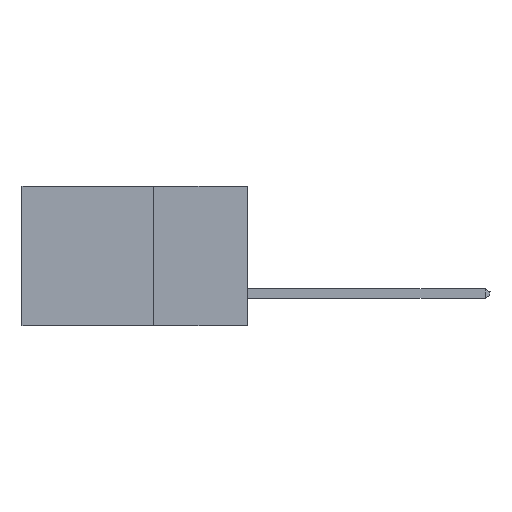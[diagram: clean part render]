
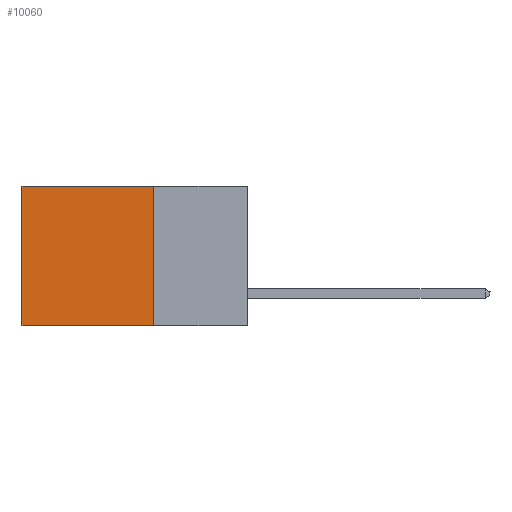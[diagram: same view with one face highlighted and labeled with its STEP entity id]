
A CAD part, left-side view. The second image highlights one B-rep face of the part: STEP entity #10060.
In plain terms, the highlighted planar face has unit normal (-1, 0, 0).
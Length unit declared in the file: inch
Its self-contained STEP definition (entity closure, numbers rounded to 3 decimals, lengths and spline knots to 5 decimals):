
#158 = CARTESIAN_POINT ( 'NONE',  ( 0.2615, 0.25, 0. ) ) ;
#498 = CARTESIAN_POINT ( 'NONE',  ( 0.2615, 0.6, -0.37 ) ) ;
#985 = LINE ( 'NONE', #498, #8510 ) ;
#1131 = CARTESIAN_POINT ( 'NONE',  ( 0.2615, 0.25, -0.37 ) ) ;
#1219 = PLANE ( 'NONE',  #10095 ) ;
#2755 = ORIENTED_EDGE ( 'NONE', *, *, #5956, .T. ) ;
#4519 = EDGE_CURVE ( 'NONE', #9394, #22198, #16489, .T. ) ;
#5286 = CARTESIAN_POINT ( 'NONE',  ( 0.2615, 0.25, -0.37 ) ) ;
#5320 = VECTOR ( 'NONE', #9467, 39.37008 ) ;
#5956 = EDGE_CURVE ( 'NONE', #9394, #8740, #11033, .T. ) ;
#7096 = ORIENTED_EDGE ( 'NONE', *, *, #12877, .T. ) ;
#7146 = EDGE_CURVE ( 'NONE', #22198, #7668, #7391, .T. ) ;
#7391 = LINE ( 'NONE', #5286, #5320 ) ;
#7606 = DIRECTION ( 'NONE',  ( 0., 0., -1. ) ) ;
#7632 = ORIENTED_EDGE ( 'NONE', *, *, #4519, .F. ) ;
#7668 = VERTEX_POINT ( 'NONE', #18645 ) ;
#8510 = VECTOR ( 'NONE', #10022, 39.37008 ) ;
#8740 = VERTEX_POINT ( 'NONE', #22031 ) ;
#9119 = VECTOR ( 'NONE', #16610, 39.37008 ) ;
#9394 = VERTEX_POINT ( 'NONE', #158 ) ;
#9467 = DIRECTION ( 'NONE',  ( 0., 1., 0. ) ) ;
#10022 = DIRECTION ( 'NONE',  ( 0., 0., -1. ) ) ;
#10060 = ADVANCED_FACE ( 'NONE', ( #22513 ), #1219, .F. ) ;
#10095 = AXIS2_PLACEMENT_3D ( 'NONE', #24377, #16913, #7606 ) ;
#11033 = LINE ( 'NONE', #18592, #16193 ) ;
#12569 = DIRECTION ( 'NONE',  ( 0., 1., 0. ) ) ;
#12877 = EDGE_CURVE ( 'NONE', #8740, #7668, #985, .T. ) ;
#15911 = EDGE_LOOP ( 'NONE', ( #7096, #22716, #7632, #2755 ) ) ;
#16193 = VECTOR ( 'NONE', #12569, 39.37008 ) ;
#16489 = LINE ( 'NONE', #1131, #9119 ) ;
#16610 = DIRECTION ( 'NONE',  ( 0., 0., -1. ) ) ;
#16913 = DIRECTION ( 'NONE',  ( 1., 0., 0. ) ) ;
#17412 = CARTESIAN_POINT ( 'NONE',  ( 0.2615, 0.25, -0.37 ) ) ;
#18592 = CARTESIAN_POINT ( 'NONE',  ( 0.2615, 0.25, 0. ) ) ;
#18645 = CARTESIAN_POINT ( 'NONE',  ( 0.2615, 0.6, -0.37 ) ) ;
#22031 = CARTESIAN_POINT ( 'NONE',  ( 0.2615, 0.6, 0. ) ) ;
#22198 = VERTEX_POINT ( 'NONE', #17412 ) ;
#22513 = FACE_OUTER_BOUND ( 'NONE', #15911, .T. ) ;
#22716 = ORIENTED_EDGE ( 'NONE', *, *, #7146, .F. ) ;
#24377 = CARTESIAN_POINT ( 'NONE',  ( 0.2615, 0.25, -0.37 ) ) ;
